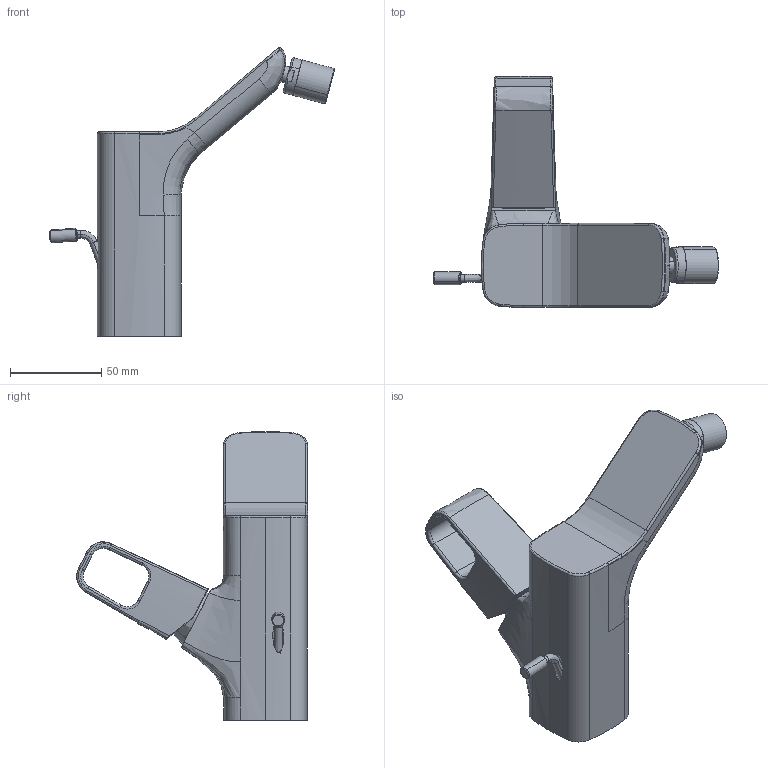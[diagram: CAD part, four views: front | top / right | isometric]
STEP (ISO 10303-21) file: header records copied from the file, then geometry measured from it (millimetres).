
FILE_DESCRIPTION(('CAx-IF Rec.Pracs.---Model Styling and Organization---1.2---2011-12-15','CAx-IF Rec.Pracs.---Geometric and Assembly Validation Properties---4.1---2014-06-16','CAx-IF Rec.Pracs.---PMI Polyline Presentation---2.0---2013-05-24'),'2;1');
FILE_NAME('1000125974_PPR_000.stp','2018-04-25T09:01:27+02:00',(''),(''),'STEP Interface 4.1 by CT CoreTechnologie','3D_Evolution4.1 by CT CoreTechnologie','');
FILE_SCHEMA(('AP203_CONFIGURATION_CONTROLLED_3D_DESIGN_OF_MECHANICAL_PARTS_AND_ASSEMBLIES_MIM_LF'));
Length unit declared in the file: millimetre
Products named in the file (15): P_2 AX Urquiola Bidetmischer m. Z. 1000125974_PPR_000_A0; P_2 Rosette WTM Citterio Basic 1000105070_PPA_000_A0; P_2 Griff M25 Urquiola 1000077862_PPA_000_A0; Griffstopfen WTM Uno Piccolo 1000000801_PPA_000_A0; P_2 Zugst kpl WTM HWBM BDM Citterio (R02 1000073659_PPR_000_A0; P_2 Universalzugstange D4,3 - Radius 700 1000073664_PPA_000_A0; Zugknopf WTM, HWBM, BDM Citterio 1000002432_PPA_000_A0; P_2 Gk Bidet AX Urquiola 1000125972_PPA_000_A0; P_2 SR_TT_HC_2,2gpm-lam_grau-ge._M16x1-f 1000042557_PPR_000_A0; P_2 Perlatorhuelse D20_M16x1 f. BDM M18x 1000008077_PPA_000_A0; P_2 SR_TT_HC_2,2gpm-lam_grau-gelb 1000008191_PPA_000_A0; P_2 Kugelgelenk_TT_M18x1 Uno Piccolo chr 1000035273_PPR_000_A0; P_2 Huelse D20_M16x1fuer BDM M18x1 1000018764_PPA_000_A0; P_2 Kugelgelenk_TT_M18x1 ohne Huelse 1000043556_PPR_000_A0; P_2 Kugelgelenk BDM M18x1 1000018927_PPA_000_A0
Assembly tree (14 placements, depth 4):
  P_2 AX Urquiola Bidetmischer m. Z. 1000125974_PPR_000_A0
    P_2 Rosette WTM Citterio Basic 1000105070_PPA_000_A0
    P_2 Griff M25 Urquiola 1000077862_PPA_000_A0
    Griffstopfen WTM Uno Piccolo 1000000801_PPA_000_A0
    P_2 Zugst kpl WTM HWBM BDM Citterio (R02 1000073659_PPR_000_A0
      P_2 Universalzugstange D4,3 - Radius 700 1000073664_PPA_000_A0
      Zugknopf WTM, HWBM, BDM Citterio 1000002432_PPA_000_A0
    P_2 Gk Bidet AX Urquiola 1000125972_PPA_000_A0
    P_2 SR_TT_HC_2,2gpm-lam_grau-ge._M16x1-f 1000042557_PPR_000_A0
      P_2 Perlatorhuelse D20_M16x1 f. BDM M18x 1000008077_PPA_000_A0
      P_2 SR_TT_HC_2,2gpm-lam_grau-gelb 1000008191_PPA_000_A0
    P_2 Kugelgelenk_TT_M18x1 Uno Piccolo chr 1000035273_PPR_000_A0
      P_2 Huelse D20_M16x1fuer BDM M18x1 1000018764_PPA_000_A0
      P_2 Kugelgelenk_TT_M18x1 ohne Huelse 1000043556_PPR_000_A0
        P_2 Kugelgelenk BDM M18x1 1000018927_PPA_000_A0
Bounding box: 156.04 x 126.42 x 157.99 mm (x, y, z)
Volume: 355752.4 mm3; surface area: 53088.8 mm2
Topology: 10 solids, 10 shells, 716 faces, 1798 edges, 1160 vertices
Faces by surface type: plane 509, bspline 119, cylinder 88
Entity records: 39692 total; most frequent: CARTESIAN_POINT 13822, ORIENTED_EDGE 3592, DIRECTION 3275, EDGE_CURVE 1796, VECTOR 1375, LINE 1375, VERTEX_POINT 1160, AXIS2_PLACEMENT_3D 950
